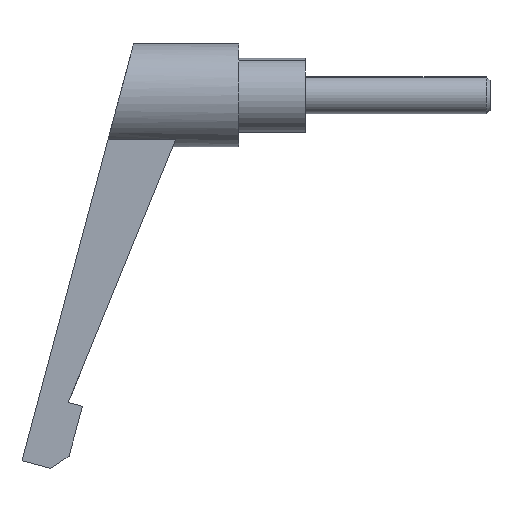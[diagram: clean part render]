
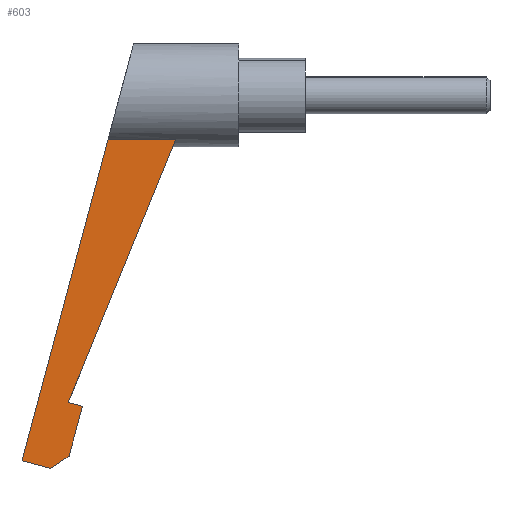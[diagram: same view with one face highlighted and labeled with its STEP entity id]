
A CAD part, left-side view. The second image highlights one B-rep face of the part: STEP entity #603.
In plain terms, the highlighted planar face has unit normal (-1, 0, 0).
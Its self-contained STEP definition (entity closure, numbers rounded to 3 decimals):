
#3 = CARTESIAN_POINT ( 'NONE',  ( -3.75, 21.202, -42.132 ) ) ;
#40 = LINE ( 'NONE', #919, #205 ) ;
#92 = EDGE_CURVE ( 'NONE', #569, #932, #659, .T. ) ;
#138 = VECTOR ( 'NONE', #1367, 1000. ) ;
#142 = EDGE_LOOP ( 'NONE', ( #1045, #1456, #1308, #1548, #1001, #597, #244 ) ) ;
#173 = CARTESIAN_POINT ( 'NONE',  ( -3.75, 23.014, -48.894 ) ) ;
#190 = EDGE_CURVE ( 'NONE', #962, #1299, #513, .T. ) ;
#200 = CARTESIAN_POINT ( 'NONE',  ( -3.75, -0.029, -5.905 ) ) ;
#205 = VECTOR ( 'NONE', #312, 1000. ) ;
#244 = ORIENTED_EDGE ( 'NONE', *, *, #1449, .T. ) ;
#312 = DIRECTION ( 'NONE',  ( 0., 0.259, -0.966 ) ) ;
#318 = CARTESIAN_POINT ( 'NONE',  ( -3.75, 29.388, -49.501 ) ) ;
#330 = DIRECTION ( 'NONE',  ( 0., -0.966, -0.259 ) ) ;
#332 = EDGE_CURVE ( 'NONE', #828, #367, #40, .T. ) ;
#367 = VERTEX_POINT ( 'NONE', #318 ) ;
#385 = VERTEX_POINT ( 'NONE', #591 ) ;
#388 = VECTOR ( 'NONE', #499, 1000. ) ;
#389 = CARTESIAN_POINT ( 'NONE',  ( -3.75, 11.953, -44.61 ) ) ;
#404 = VECTOR ( 'NONE', #897, 1000. ) ;
#413 = VECTOR ( 'NONE', #1219, 1000. ) ;
#435 = AXIS2_PLACEMENT_3D ( 'NONE', #878, #491, #1513 ) ;
#436 = EDGE_CURVE ( 'NONE', #385, #828, #472, .T. ) ;
#472 = LINE ( 'NONE', #200, #413 ) ;
#491 = DIRECTION ( 'NONE',  ( 1., 0., 0. ) ) ;
#499 = DIRECTION ( 'NONE',  ( 0., 0.966, 0.259 ) ) ;
#513 = LINE ( 'NONE', #389, #388 ) ;
#569 = VERTEX_POINT ( 'NONE', #1504 ) ;
#582 = CARTESIAN_POINT ( 'NONE',  ( -3.75, 14.344, -53.532 ) ) ;
#591 = CARTESIAN_POINT ( 'NONE',  ( -3.75, 8.571, -5.948 ) ) ;
#597 = ORIENTED_EDGE ( 'NONE', *, *, #190, .T. ) ;
#603 = ADVANCED_FACE ( 'NONE', ( #995 ), #1387, .F. ) ;
#659 = LINE ( 'NONE', #875, #1292 ) ;
#763 = DIRECTION ( 'NONE',  ( 0., -0.837, 0.547 ) ) ;
#821 = LINE ( 'NONE', #959, #138 ) ;
#828 = VERTEX_POINT ( 'NONE', #1487 ) ;
#875 = CARTESIAN_POINT ( 'NONE',  ( -3.75, -15.502, -23.699 ) ) ;
#878 = CARTESIAN_POINT ( 'NONE',  ( -3.75, 0., 0. ) ) ;
#897 = DIRECTION ( 'NONE',  ( 0., -0.259, 0.966 ) ) ;
#919 = CARTESIAN_POINT ( 'NONE',  ( -3.75, 15.044, 4.031 ) ) ;
#932 = VERTEX_POINT ( 'NONE', #173 ) ;
#959 = CARTESIAN_POINT ( 'NONE',  ( -3.75, 5.264, 2.149 ) ) ;
#962 = VERTEX_POINT ( 'NONE', #3 ) ;
#995 = FACE_OUTER_BOUND ( 'NONE', #142, .T. ) ;
#997 = CARTESIAN_POINT ( 'NONE',  ( -3.75, 9.249, 2.478 ) ) ;
#1001 = ORIENTED_EDGE ( 'NONE', *, *, #1564, .T. ) ;
#1045 = ORIENTED_EDGE ( 'NONE', *, *, #436, .T. ) ;
#1070 = VECTOR ( 'NONE', #330, 1000. ) ;
#1087 = CARTESIAN_POINT ( 'NONE',  ( -3.75, 23.134, -41.615 ) ) ;
#1134 = LINE ( 'NONE', #997, #404 ) ;
#1219 = DIRECTION ( 'NONE',  ( 0., 1., -0.005 ) ) ;
#1292 = VECTOR ( 'NONE', #763, 1000. ) ;
#1299 = VERTEX_POINT ( 'NONE', #1087 ) ;
#1308 = ORIENTED_EDGE ( 'NONE', *, *, #1639, .T. ) ;
#1367 = DIRECTION ( 'NONE',  ( 0., -0.378, 0.926 ) ) ;
#1387 = PLANE ( 'NONE',  #435 ) ;
#1449 = EDGE_CURVE ( 'NONE', #1299, #385, #821, .T. ) ;
#1456 = ORIENTED_EDGE ( 'NONE', *, *, #332, .T. ) ;
#1468 = LINE ( 'NONE', #582, #1070 ) ;
#1487 = CARTESIAN_POINT ( 'NONE',  ( -3.75, 17.73, -5.994 ) ) ;
#1504 = CARTESIAN_POINT ( 'NONE',  ( -3.75, 25.524, -50.536 ) ) ;
#1513 = DIRECTION ( 'NONE',  ( 0., 0., -1. ) ) ;
#1548 = ORIENTED_EDGE ( 'NONE', *, *, #92, .T. ) ;
#1564 = EDGE_CURVE ( 'NONE', #932, #962, #1134, .T. ) ;
#1639 = EDGE_CURVE ( 'NONE', #367, #569, #1468, .T. ) ;
